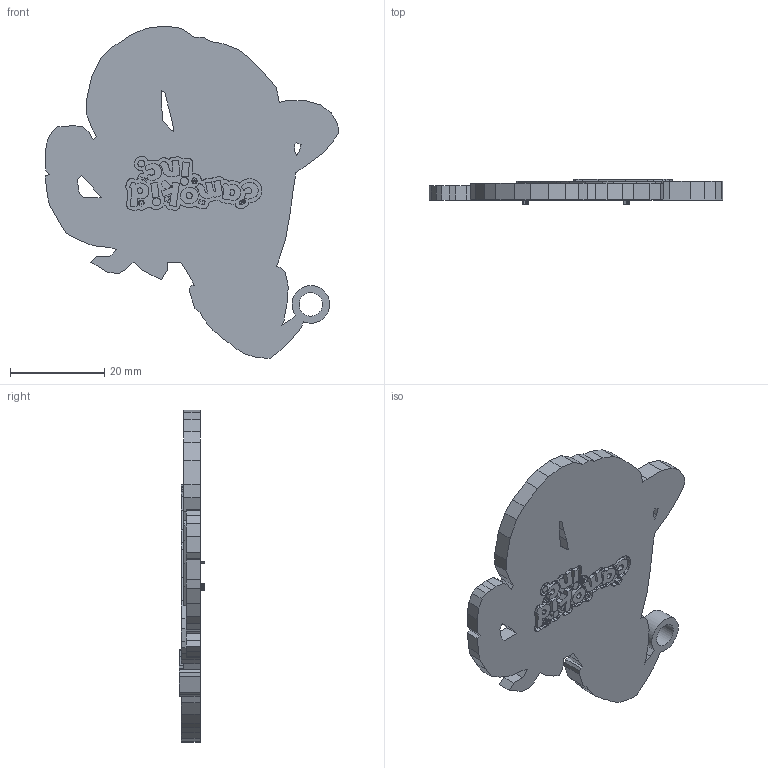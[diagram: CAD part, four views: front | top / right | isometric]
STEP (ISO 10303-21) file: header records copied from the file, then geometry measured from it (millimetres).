
FILE_DESCRIPTION(/* description */ (''),/* implementation_level */ '2;1');
FILE_NAME(/* name */ 'CamoKidChristmas.step',/* time_stamp */ '2025-12-15T22:16:29+11:00',/* author */ (''),/* organization */ (''),/* preprocessor_version */ 'ST-DEVELOPER v20.1',/* originating_system */ 'Autodesk Translation Framework v14.21.0.0',/* authorisation */ '');
FILE_SCHEMA (('AUTOMOTIVE_DESIGN { 1 0 10303 214 3 1 1 }'));
Length unit declared in the file: millimetre
Products named in the file (1): CamoKidChristmas
Bounding box: 62.38 x 5.5 x 70.51 mm (x, y, z)
Volume: 9449.4 mm3; surface area: 6823.3 mm2
Topology: 5 solids, 5 shells, 809 faces, 2317 edges, 1543 vertices
Faces by surface type: plane 415, bspline 392, cylinder 2
Full cylindrical faces by diameter (mm): 5 x1
Entity records: 27289 total; most frequent: CARTESIAN_POINT 9834, ORIENTED_EDGE 4634, DIRECTION 2373, EDGE_CURVE 2317, VERTEX_POINT 1543, LINE 1529, VECTOR 1529, EDGE_LOOP 842
